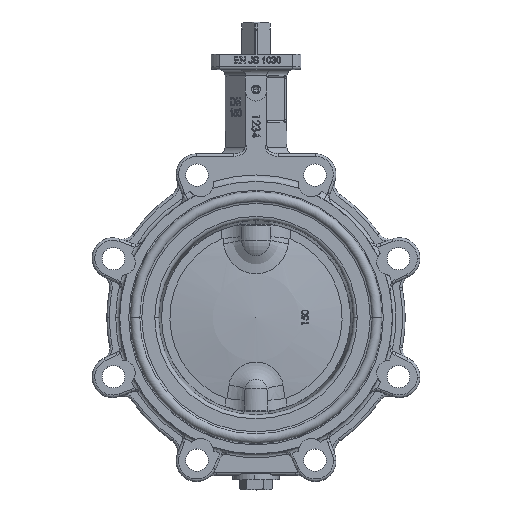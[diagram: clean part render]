
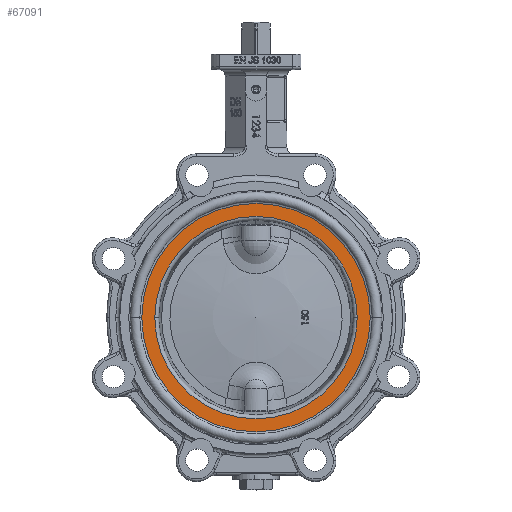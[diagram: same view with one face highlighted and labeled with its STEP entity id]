
A CAD part, top view. The second image highlights one B-rep face of the part: STEP entity #67091.
In plain terms, the highlighted planar face has unit normal (0, 0, 1).
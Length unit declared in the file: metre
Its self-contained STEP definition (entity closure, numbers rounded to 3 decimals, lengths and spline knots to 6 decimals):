
#1124 = FACE_OUTER_BOUND ( 'NONE', #66597, .T. ) ;
#3050 = DIRECTION ( 'NONE',  ( 0., 0., -1. ) ) ;
#3749 = DIRECTION ( 'NONE',  ( 0., 0., 1. ) ) ;
#7201 = EDGE_CURVE ( 'NONE', #40781, #47116, #55220, .T. ) ;
#8347 = DIRECTION ( 'NONE',  ( -1., 0., 0. ) ) ;
#8408 = CARTESIAN_POINT ( 'NONE',  ( 0., 0., 0.02775 ) ) ;
#14453 = AXIS2_PLACEMENT_3D ( 'NONE', #51343, #3749, #74901 ) ;
#14540 = AXIS2_PLACEMENT_3D ( 'NONE', #72134, #54006, #8347 ) ;
#18048 = DIRECTION ( 'NONE',  ( 1., 0., 0. ) ) ;
#21601 = CARTESIAN_POINT ( 'NONE',  ( 0., 0.088827, 0.02775 ) ) ;
#22351 = CARTESIAN_POINT ( 'NONE',  ( -0.088827, 0., 0.02775 ) ) ;
#23449 = DIRECTION ( 'NONE',  ( 0., 0., 1. ) ) ;
#26159 = AXIS2_PLACEMENT_3D ( 'NONE', #21601, #3050, #26992 ) ;
#26992 = DIRECTION ( 'NONE',  ( 1., 0., 0. ) ) ;
#27558 = ORIENTED_EDGE ( 'NONE', *, *, #46168, .T. ) ;
#27900 = ORIENTED_EDGE ( 'NONE', *, *, #74948, .T. ) ;
#33506 = VERTEX_POINT ( 'NONE', #62193 ) ;
#36293 = AXIS2_PLACEMENT_3D ( 'NONE', #40874, #23449, #18048 ) ;
#40036 = CIRCLE ( 'NONE', #36293, 0.088827 ) ;
#40781 = VERTEX_POINT ( 'NONE', #66439 ) ;
#40874 = CARTESIAN_POINT ( 'NONE',  ( 0., 0., 0.02775 ) ) ;
#43583 = DIRECTION ( 'NONE',  ( -1., 0., 0. ) ) ;
#46168 = EDGE_CURVE ( 'NONE', #74842, #33506, #52689, .T. ) ;
#47116 = VERTEX_POINT ( 'NONE', #53162 ) ;
#50332 = ORIENTED_EDGE ( 'NONE', *, *, #7201, .T. ) ;
#50952 = DIRECTION ( 'NONE',  ( 0., 0., -1. ) ) ;
#51343 = CARTESIAN_POINT ( 'NONE',  ( 0., 0., 0.02775 ) ) ;
#52689 = CIRCLE ( 'NONE', #14453, 0.088827 ) ;
#53162 = CARTESIAN_POINT ( 'NONE',  ( 0.078727, 0., 0.02775 ) ) ;
#53970 = AXIS2_PLACEMENT_3D ( 'NONE', #8408, #50952, #43583 ) ;
#54006 = DIRECTION ( 'NONE',  ( 0., 0., -1. ) ) ;
#54154 = FACE_BOUND ( 'NONE', #76093, .T. ) ;
#55220 = CIRCLE ( 'NONE', #53970, 0.078727 ) ;
#58324 = EDGE_CURVE ( 'NONE', #47116, #40781, #75002, .T. ) ;
#61658 = ORIENTED_EDGE ( 'NONE', *, *, #58324, .T. ) ;
#62193 = CARTESIAN_POINT ( 'NONE',  ( 0.088827, 0., 0.02775 ) ) ;
#66439 = CARTESIAN_POINT ( 'NONE',  ( -0.078727, 0., 0.02775 ) ) ;
#66597 = EDGE_LOOP ( 'NONE', ( #27900, #27558 ) ) ;
#67091 = ADVANCED_FACE ( 'NONE', ( #54154, #1124 ), #71919, .F. ) ;
#71919 = PLANE ( 'NONE',  #26159 ) ;
#72134 = CARTESIAN_POINT ( 'NONE',  ( 0., 0., 0.02775 ) ) ;
#74842 = VERTEX_POINT ( 'NONE', #22351 ) ;
#74901 = DIRECTION ( 'NONE',  ( 1., 0., 0. ) ) ;
#74948 = EDGE_CURVE ( 'NONE', #33506, #74842, #40036, .T. ) ;
#75002 = CIRCLE ( 'NONE', #14540, 0.078727 ) ;
#76093 = EDGE_LOOP ( 'NONE', ( #50332, #61658 ) ) ;
